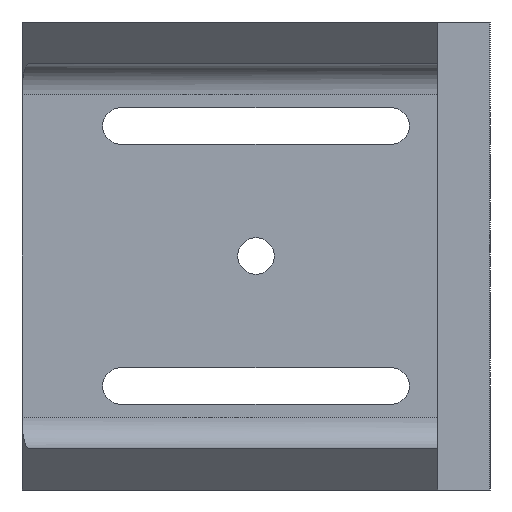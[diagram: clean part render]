
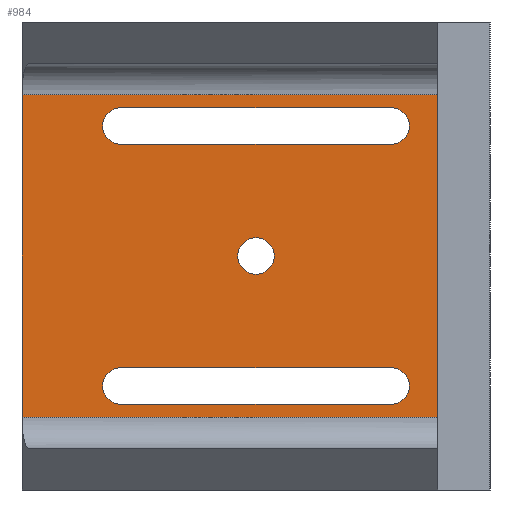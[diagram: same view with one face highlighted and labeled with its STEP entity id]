
A CAD part, left-side view. The second image highlights one B-rep face of the part: STEP entity #984.
In plain terms, the highlighted planar face has unit normal (-1, 0, 0).
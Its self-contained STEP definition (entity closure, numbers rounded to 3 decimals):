
#77 = EDGE_CURVE ( 'NONE', #571, #602, #3685, .T. ) ;
#91 = VERTEX_POINT ( 'NONE', #4878 ) ;
#101 = CARTESIAN_POINT ( 'NONE',  ( 171.961, 12.225, 411. ) ) ;
#130 = DIRECTION ( 'NONE',  ( 0., 1., 0. ) ) ;
#139 = VERTEX_POINT ( 'NONE', #3126 ) ;
#234 = LINE ( 'NONE', #3072, #738 ) ;
#280 = CARTESIAN_POINT ( 'NONE',  ( 171.961, -6.775, 408.5 ) ) ;
#287 = EDGE_LOOP ( 'NONE', ( #2598, #2473 ) ) ;
#327 = CARTESIAN_POINT ( 'NONE',  ( 171.961, -58.775, 408.5 ) ) ;
#416 = CIRCLE ( 'NONE', #4545, 3.5 ) ;
#439 = CARTESIAN_POINT ( 'NONE',  ( 171.961, -58.775, 351.5 ) ) ;
#451 = CARTESIAN_POINT ( 'NONE',  ( 171.961, -32.775, 380. ) ) ;
#490 = CARTESIAN_POINT ( 'NONE',  ( 171.961, -58.775, 401.5 ) ) ;
#498 = ORIENTED_EDGE ( 'NONE', *, *, #1582, .T. ) ;
#501 = DIRECTION ( 'NONE',  ( 0., 0., -1. ) ) ;
#571 = VERTEX_POINT ( 'NONE', #280 ) ;
#602 = VERTEX_POINT ( 'NONE', #327 ) ;
#738 = VECTOR ( 'NONE', #4658, 1000. ) ;
#774 = DIRECTION ( 'NONE',  ( 1., 0., 0. ) ) ;
#801 = VERTEX_POINT ( 'NONE', #3456 ) ;
#920 = VECTOR ( 'NONE', #501, 1000. ) ;
#968 = LINE ( 'NONE', #1870, #2086 ) ;
#984 = ADVANCED_FACE ( 'NONE', ( #4985, #1690, #4154, #2140 ), #4897, .F. ) ;
#1044 = EDGE_CURVE ( 'NONE', #139, #3709, #4434, .T. ) ;
#1066 = CARTESIAN_POINT ( 'NONE',  ( 171.961, -6.775, 355. ) ) ;
#1092 = CIRCLE ( 'NONE', #2531, 3.5 ) ;
#1097 = EDGE_LOOP ( 'NONE', ( #1204, #4530, #4176, #4318 ) ) ;
#1107 = CARTESIAN_POINT ( 'NONE',  ( 171.961, 12.225, 349. ) ) ;
#1120 = EDGE_LOOP ( 'NONE', ( #3177, #2038, #2021, #2434 ) ) ;
#1124 = CARTESIAN_POINT ( 'NONE',  ( 171.961, -67.775, 358.5 ) ) ;
#1162 = CARTESIAN_POINT ( 'NONE',  ( 171.961, -6.775, 401.5 ) ) ;
#1172 = EDGE_CURVE ( 'NONE', #3949, #2056, #3334, .T. ) ;
#1204 = ORIENTED_EDGE ( 'NONE', *, *, #5011, .T. ) ;
#1228 = EDGE_CURVE ( 'NONE', #2056, #3949, #4505, .T. ) ;
#1286 = CARTESIAN_POINT ( 'NONE',  ( 171.961, -67.775, 343. ) ) ;
#1316 = VERTEX_POINT ( 'NONE', #1162 ) ;
#1343 = LINE ( 'NONE', #4529, #2421 ) ;
#1377 = DIRECTION ( 'NONE',  ( 1., 0., 0. ) ) ;
#1447 = CARTESIAN_POINT ( 'NONE',  ( 171.961, -32.775, 376.5 ) ) ;
#1555 = CARTESIAN_POINT ( 'NONE',  ( 171.961, -6.775, 405. ) ) ;
#1582 = EDGE_CURVE ( 'NONE', #4853, #139, #2779, .T. ) ;
#1648 = EDGE_CURVE ( 'NONE', #1316, #571, #3340, .T. ) ;
#1690 = FACE_BOUND ( 'NONE', #1120, .T. ) ;
#1736 = DIRECTION ( 'NONE',  ( 0., -1., 0. ) ) ;
#1781 = DIRECTION ( 'NONE',  ( 1., 0., 0. ) ) ;
#1870 = CARTESIAN_POINT ( 'NONE',  ( 171.961, -67.775, 401.5 ) ) ;
#1946 = DIRECTION ( 'NONE',  ( 0., -1., 0. ) ) ;
#2021 = ORIENTED_EDGE ( 'NONE', *, *, #77, .T. ) ;
#2038 = ORIENTED_EDGE ( 'NONE', *, *, #1648, .T. ) ;
#2056 = VERTEX_POINT ( 'NONE', #2978 ) ;
#2061 = DIRECTION ( 'NONE',  ( 0., 0., -1. ) ) ;
#2086 = VECTOR ( 'NONE', #3493, 1000. ) ;
#2104 = AXIS2_PLACEMENT_3D ( 'NONE', #1066, #2273, #2690 ) ;
#2114 = EDGE_LOOP ( 'NONE', ( #2495, #4611, #5175, #498 ) ) ;
#2140 = FACE_OUTER_BOUND ( 'NONE', #2114, .T. ) ;
#2156 = AXIS2_PLACEMENT_3D ( 'NONE', #1555, #3182, #4792 ) ;
#2157 = VERTEX_POINT ( 'NONE', #439 ) ;
#2273 = DIRECTION ( 'NONE',  ( 1., 0., 0. ) ) ;
#2400 = AXIS2_PLACEMENT_3D ( 'NONE', #1286, #1377, #3001 ) ;
#2421 = VECTOR ( 'NONE', #1736, 1000. ) ;
#2434 = ORIENTED_EDGE ( 'NONE', *, *, #5041, .T. ) ;
#2473 = ORIENTED_EDGE ( 'NONE', *, *, #1228, .T. ) ;
#2495 = ORIENTED_EDGE ( 'NONE', *, *, #1044, .T. ) ;
#2531 = AXIS2_PLACEMENT_3D ( 'NONE', #4760, #774, #3221 ) ;
#2598 = ORIENTED_EDGE ( 'NONE', *, *, #1172, .T. ) ;
#2610 = CARTESIAN_POINT ( 'NONE',  ( 171.961, -32.775, 380. ) ) ;
#2690 = DIRECTION ( 'NONE',  ( 0., 0., -1. ) ) ;
#2779 = LINE ( 'NONE', #101, #3429 ) ;
#2815 = AXIS2_PLACEMENT_3D ( 'NONE', #451, #2893, #2061 ) ;
#2818 = EDGE_CURVE ( 'NONE', #3709, #801, #1343, .T. ) ;
#2893 = DIRECTION ( 'NONE',  ( 1., 0., 0. ) ) ;
#2950 = DIRECTION ( 'NONE',  ( 0., -1., 0. ) ) ;
#2964 = DIRECTION ( 'NONE',  ( 1., 0., 0. ) ) ;
#2978 = CARTESIAN_POINT ( 'NONE',  ( 171.961, -32.775, 383.5 ) ) ;
#3001 = DIRECTION ( 'NONE',  ( 0., 0., -1. ) ) ;
#3036 = EDGE_CURVE ( 'NONE', #5192, #1316, #968, .T. ) ;
#3063 = EDGE_CURVE ( 'NONE', #2157, #3551, #234, .T. ) ;
#3072 = CARTESIAN_POINT ( 'NONE',  ( 171.961, -67.775, 351.5 ) ) ;
#3126 = CARTESIAN_POINT ( 'NONE',  ( 171.961, 12.225, 411. ) ) ;
#3177 = ORIENTED_EDGE ( 'NONE', *, *, #3036, .T. ) ;
#3182 = DIRECTION ( 'NONE',  ( 1., 0., 0. ) ) ;
#3221 = DIRECTION ( 'NONE',  ( 0., 0., -1. ) ) ;
#3334 = CIRCLE ( 'NONE', #2815, 3.5 ) ;
#3340 = CIRCLE ( 'NONE', #2156, 3.5 ) ;
#3362 = CARTESIAN_POINT ( 'NONE',  ( 171.961, -67.775, 343. ) ) ;
#3372 = CARTESIAN_POINT ( 'NONE',  ( 171.961, -58.775, 358.5 ) ) ;
#3429 = VECTOR ( 'NONE', #130, 1000. ) ;
#3456 = CARTESIAN_POINT ( 'NONE',  ( 171.961, -67.775, 349. ) ) ;
#3493 = DIRECTION ( 'NONE',  ( 0., 1., 0. ) ) ;
#3551 = VERTEX_POINT ( 'NONE', #4479 ) ;
#3685 = LINE ( 'NONE', #4184, #4341 ) ;
#3709 = VERTEX_POINT ( 'NONE', #1107 ) ;
#3777 = DIRECTION ( 'NONE',  ( 0., 0., -1. ) ) ;
#3949 = VERTEX_POINT ( 'NONE', #1447 ) ;
#3959 = VERTEX_POINT ( 'NONE', #3372 ) ;
#4051 = DIRECTION ( 'NONE',  ( 0., 0., -1. ) ) ;
#4101 = CARTESIAN_POINT ( 'NONE',  ( 171.961, 12.225, 343. ) ) ;
#4127 = CIRCLE ( 'NONE', #2104, 3.5 ) ;
#4136 = VECTOR ( 'NONE', #1946, 1000. ) ;
#4148 = LINE ( 'NONE', #3362, #920 ) ;
#4154 = FACE_BOUND ( 'NONE', #1097, .T. ) ;
#4176 = ORIENTED_EDGE ( 'NONE', *, *, #3063, .T. ) ;
#4184 = CARTESIAN_POINT ( 'NONE',  ( 171.961, -67.775, 408.5 ) ) ;
#4262 = AXIS2_PLACEMENT_3D ( 'NONE', #2610, #1781, #3777 ) ;
#4318 = ORIENTED_EDGE ( 'NONE', *, *, #4555, .T. ) ;
#4337 = VECTOR ( 'NONE', #4051, 1000. ) ;
#4341 = VECTOR ( 'NONE', #2950, 1000. ) ;
#4434 = LINE ( 'NONE', #4101, #4337 ) ;
#4479 = CARTESIAN_POINT ( 'NONE',  ( 171.961, -6.775, 351.5 ) ) ;
#4505 = CIRCLE ( 'NONE', #4262, 3.5 ) ;
#4529 = CARTESIAN_POINT ( 'NONE',  ( 171.961, -67.775, 349. ) ) ;
#4530 = ORIENTED_EDGE ( 'NONE', *, *, #5133, .T. ) ;
#4545 = AXIS2_PLACEMENT_3D ( 'NONE', #4913, #2964, #4553 ) ;
#4553 = DIRECTION ( 'NONE',  ( 0., 0., -1. ) ) ;
#4555 = EDGE_CURVE ( 'NONE', #3551, #91, #4127, .T. ) ;
#4611 = ORIENTED_EDGE ( 'NONE', *, *, #2818, .T. ) ;
#4658 = DIRECTION ( 'NONE',  ( 0., 1., 0. ) ) ;
#4739 = EDGE_CURVE ( 'NONE', #4853, #801, #4148, .T. ) ;
#4760 = CARTESIAN_POINT ( 'NONE',  ( 171.961, -58.775, 405. ) ) ;
#4792 = DIRECTION ( 'NONE',  ( 0., 0., -1. ) ) ;
#4853 = VERTEX_POINT ( 'NONE', #5064 ) ;
#4878 = CARTESIAN_POINT ( 'NONE',  ( 171.961, -6.775, 358.5 ) ) ;
#4897 = PLANE ( 'NONE',  #2400 ) ;
#4913 = CARTESIAN_POINT ( 'NONE',  ( 171.961, -58.775, 355. ) ) ;
#4985 = FACE_BOUND ( 'NONE', #287, .T. ) ;
#5011 = EDGE_CURVE ( 'NONE', #91, #3959, #5206, .T. ) ;
#5041 = EDGE_CURVE ( 'NONE', #602, #5192, #1092, .T. ) ;
#5064 = CARTESIAN_POINT ( 'NONE',  ( 171.961, -67.775, 411. ) ) ;
#5133 = EDGE_CURVE ( 'NONE', #3959, #2157, #416, .T. ) ;
#5175 = ORIENTED_EDGE ( 'NONE', *, *, #4739, .F. ) ;
#5192 = VERTEX_POINT ( 'NONE', #490 ) ;
#5206 = LINE ( 'NONE', #1124, #4136 ) ;
